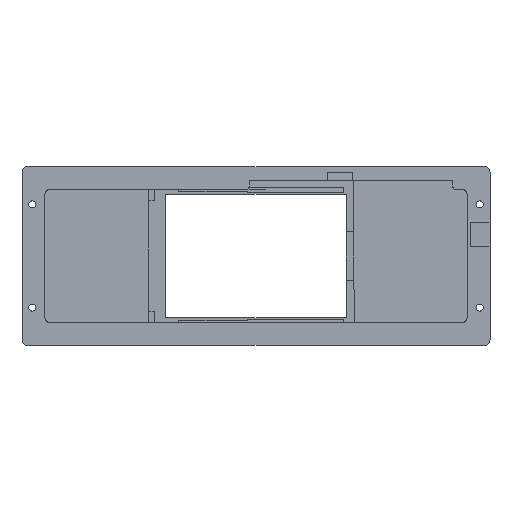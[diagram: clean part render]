
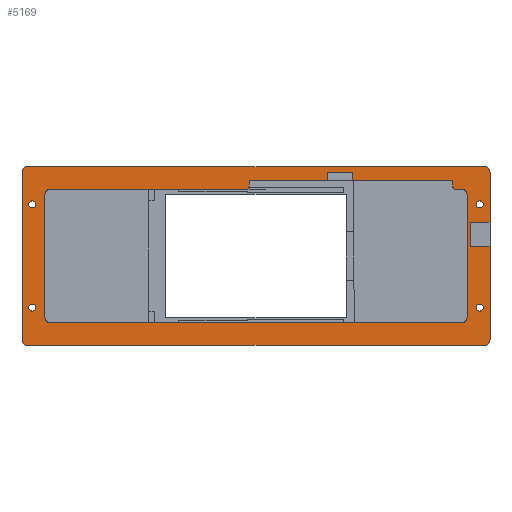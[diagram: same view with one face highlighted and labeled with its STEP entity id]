
A CAD part, top view. The second image highlights one B-rep face of the part: STEP entity #5169.
In plain terms, the highlighted planar face has unit normal (0, 0, 1).
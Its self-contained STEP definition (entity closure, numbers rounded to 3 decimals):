
#61=FACE_BOUND('',#684,.T.);
#62=FACE_BOUND('',#685,.T.);
#63=FACE_BOUND('',#686,.T.);
#64=FACE_BOUND('',#687,.T.);
#65=FACE_BOUND('',#688,.T.);
#72=CIRCLE('',#5357,1.);
#73=CIRCLE('',#5360,2.);
#74=CIRCLE('',#5363,2.);
#83=CIRCLE('',#5381,2.5);
#84=CIRCLE('',#5384,2.5);
#90=CIRCLE('',#5394,1.55);
#92=CIRCLE('',#5398,1.55);
#94=CIRCLE('',#5402,1.55);
#96=CIRCLE('',#5406,1.55);
#98=CIRCLE('',#5416,1.);
#99=CIRCLE('',#5435,2.5);
#100=CIRCLE('',#5436,2.5);
#101=CIRCLE('',#5437,2.);
#102=CIRCLE('',#5438,2.);
#175=PLANE('',#5434);
#383=FACE_OUTER_BOUND('',#683,.T.);
#683=EDGE_LOOP('',(#4185,#4186,#4187,#4188,#4189,#4190,#4191,#4192,#4193,
#4194,#4195,#4196));
#684=EDGE_LOOP('',(#4197,#4198,#4199,#4200,#4201,#4202,#4203,#4204,#4205,
#4206,#4207,#4208,#4209,#4210,#4211,#4212,#4213,#4214));
#685=EDGE_LOOP('',(#4215));
#686=EDGE_LOOP('',(#4216));
#687=EDGE_LOOP('',(#4217));
#688=EDGE_LOOP('',(#4218));
#918=LINE('',#7790,#1358);
#922=LINE('',#7799,#1362);
#925=LINE('',#7803,#1365);
#938=LINE('',#7831,#1378);
#944=LINE('',#7842,#1384);
#945=LINE('',#7845,#1385);
#1016=LINE('',#7998,#1456);
#1019=LINE('',#8006,#1459);
#1022=LINE('',#8014,#1462);
#1043=LINE('',#8076,#1483);
#1046=LINE('',#8085,#1486);
#1050=LINE('',#8092,#1490);
#1075=LINE('',#8165,#1515);
#1104=LINE('',#8227,#1544);
#1107=LINE('',#8233,#1547);
#1110=LINE('',#8238,#1550);
#1112=LINE('',#8245,#1552);
#1113=LINE('',#8248,#1553);
#1114=LINE('',#8252,#1554);
#1115=LINE('',#8255,#1555);
#1358=VECTOR('',#5628,10.);
#1362=VECTOR('',#5634,10.);
#1365=VECTOR('',#5639,10.);
#1378=VECTOR('',#5664,10.);
#1384=VECTOR('',#5670,10.);
#1385=VECTOR('',#5673,10.);
#1456=VECTOR('',#5782,10.);
#1459=VECTOR('',#5791,10.);
#1462=VECTOR('',#5800,10.);
#1483=VECTOR('',#5863,10.);
#1486=VECTOR('',#5872,10.);
#1490=VECTOR('',#5876,10.);
#1515=VECTOR('',#5955,10.);
#1544=VECTOR('',#6020,10.);
#1547=VECTOR('',#6025,10.);
#1550=VECTOR('',#6030,10.);
#1552=VECTOR('',#6038,10.);
#1553=VECTOR('',#6041,10.);
#1554=VECTOR('',#6044,10.);
#1555=VECTOR('',#6047,10.);
#2168=VERTEX_POINT('',#7787);
#2169=VERTEX_POINT('',#7789);
#2172=VERTEX_POINT('',#7796);
#2173=VERTEX_POINT('',#7798);
#2182=VERTEX_POINT('',#7830);
#2187=VERTEX_POINT('',#7840);
#2188=VERTEX_POINT('',#7844);
#2251=VERTEX_POINT('',#7996);
#2252=VERTEX_POINT('',#8000);
#2253=VERTEX_POINT('',#8004);
#2254=VERTEX_POINT('',#8008);
#2255=VERTEX_POINT('',#8012);
#2256=VERTEX_POINT('',#8016);
#2273=VERTEX_POINT('',#8068);
#2274=VERTEX_POINT('',#8070);
#2275=VERTEX_POINT('',#8074);
#2276=VERTEX_POINT('',#8078);
#2277=VERTEX_POINT('',#8082);
#2278=VERTEX_POINT('',#8084);
#2281=VERTEX_POINT('',#8090);
#2291=VERTEX_POINT('',#8115);
#2293=VERTEX_POINT('',#8123);
#2295=VERTEX_POINT('',#8131);
#2297=VERTEX_POINT('',#8139);
#2302=VERTEX_POINT('',#8163);
#2307=VERTEX_POINT('',#8179);
#2317=VERTEX_POINT('',#8226);
#2319=VERTEX_POINT('',#8232);
#2321=VERTEX_POINT('',#8242);
#2322=VERTEX_POINT('',#8244);
#2323=VERTEX_POINT('',#8246);
#2324=VERTEX_POINT('',#8249);
#2325=VERTEX_POINT('',#8251);
#2326=VERTEX_POINT('',#8253);
#2768=EDGE_CURVE('',#2169,#2168,#918,.T.);
#2772=EDGE_CURVE('',#2173,#2172,#922,.T.);
#2775=EDGE_CURVE('',#2168,#2173,#925,.T.);
#2788=EDGE_CURVE('',#2182,#2169,#938,.F.);
#2794=EDGE_CURVE('',#2172,#2187,#944,.F.);
#2795=EDGE_CURVE('',#2188,#2182,#945,.F.);
#2872=EDGE_CURVE('',#2187,#2251,#1016,.F.);
#2874=EDGE_CURVE('',#2251,#2252,#72,.T.);
#2876=EDGE_CURVE('',#2252,#2253,#1019,.F.);
#2878=EDGE_CURVE('',#2253,#2254,#73,.T.);
#2880=EDGE_CURVE('',#2254,#2255,#1022,.F.);
#2882=EDGE_CURVE('',#2255,#2256,#74,.T.);
#2908=EDGE_CURVE('',#2274,#2273,#83,.T.);
#2911=EDGE_CURVE('',#2273,#2275,#1043,.T.);
#2913=EDGE_CURVE('',#2275,#2276,#84,.T.);
#2915=EDGE_CURVE('',#2278,#2277,#1046,.T.);
#2919=EDGE_CURVE('',#2276,#2281,#1050,.T.);
#2931=EDGE_CURVE('',#2291,#2291,#90,.F.);
#2935=EDGE_CURVE('',#2293,#2293,#92,.F.);
#2939=EDGE_CURVE('',#2295,#2295,#94,.F.);
#2943=EDGE_CURVE('',#2297,#2297,#96,.F.);
#2956=EDGE_CURVE('',#2256,#2302,#1075,.F.);
#2964=EDGE_CURVE('',#2307,#2188,#98,.T.);
#2987=EDGE_CURVE('',#2317,#2278,#1104,.F.);
#2990=EDGE_CURVE('',#2319,#2317,#1107,.F.);
#2993=EDGE_CURVE('',#2281,#2319,#1110,.F.);
#2995=EDGE_CURVE('',#2277,#2321,#99,.T.);
#2996=EDGE_CURVE('',#2321,#2322,#1112,.T.);
#2997=EDGE_CURVE('',#2322,#2323,#100,.T.);
#2998=EDGE_CURVE('',#2323,#2274,#1113,.T.);
#2999=EDGE_CURVE('',#2302,#2324,#101,.T.);
#3000=EDGE_CURVE('',#2324,#2325,#1114,.F.);
#3001=EDGE_CURVE('',#2325,#2326,#102,.T.);
#3002=EDGE_CURVE('',#2326,#2307,#1115,.F.);
#4185=ORIENTED_EDGE('',*,*,#2993,.T.);
#4186=ORIENTED_EDGE('',*,*,#2990,.T.);
#4187=ORIENTED_EDGE('',*,*,#2987,.T.);
#4188=ORIENTED_EDGE('',*,*,#2915,.T.);
#4189=ORIENTED_EDGE('',*,*,#2995,.T.);
#4190=ORIENTED_EDGE('',*,*,#2996,.T.);
#4191=ORIENTED_EDGE('',*,*,#2997,.T.);
#4192=ORIENTED_EDGE('',*,*,#2998,.T.);
#4193=ORIENTED_EDGE('',*,*,#2908,.T.);
#4194=ORIENTED_EDGE('',*,*,#2911,.T.);
#4195=ORIENTED_EDGE('',*,*,#2913,.T.);
#4196=ORIENTED_EDGE('',*,*,#2919,.T.);
#4197=ORIENTED_EDGE('',*,*,#2772,.T.);
#4198=ORIENTED_EDGE('',*,*,#2794,.T.);
#4199=ORIENTED_EDGE('',*,*,#2872,.T.);
#4200=ORIENTED_EDGE('',*,*,#2874,.T.);
#4201=ORIENTED_EDGE('',*,*,#2876,.T.);
#4202=ORIENTED_EDGE('',*,*,#2878,.T.);
#4203=ORIENTED_EDGE('',*,*,#2880,.T.);
#4204=ORIENTED_EDGE('',*,*,#2882,.T.);
#4205=ORIENTED_EDGE('',*,*,#2956,.T.);
#4206=ORIENTED_EDGE('',*,*,#2999,.T.);
#4207=ORIENTED_EDGE('',*,*,#3000,.T.);
#4208=ORIENTED_EDGE('',*,*,#3001,.T.);
#4209=ORIENTED_EDGE('',*,*,#3002,.T.);
#4210=ORIENTED_EDGE('',*,*,#2964,.T.);
#4211=ORIENTED_EDGE('',*,*,#2795,.T.);
#4212=ORIENTED_EDGE('',*,*,#2788,.T.);
#4213=ORIENTED_EDGE('',*,*,#2768,.T.);
#4214=ORIENTED_EDGE('',*,*,#2775,.T.);
#4215=ORIENTED_EDGE('',*,*,#2931,.T.);
#4216=ORIENTED_EDGE('',*,*,#2935,.T.);
#4217=ORIENTED_EDGE('',*,*,#2939,.T.);
#4218=ORIENTED_EDGE('',*,*,#2943,.T.);
#5169=ADVANCED_FACE('',(#383,#61,#62,#63,#64,#65),#175,.T.);
#5357=AXIS2_PLACEMENT_3D('',#8002,#5786,#5787);
#5360=AXIS2_PLACEMENT_3D('',#8010,#5795,#5796);
#5363=AXIS2_PLACEMENT_3D('',#8018,#5804,#5805);
#5381=AXIS2_PLACEMENT_3D('',#8071,#5857,#5858);
#5384=AXIS2_PLACEMENT_3D('',#8080,#5867,#5868);
#5394=AXIS2_PLACEMENT_3D('',#8117,#5899,#5900);
#5398=AXIS2_PLACEMENT_3D('',#8125,#5909,#5910);
#5402=AXIS2_PLACEMENT_3D('',#8133,#5919,#5920);
#5406=AXIS2_PLACEMENT_3D('',#8141,#5929,#5930);
#5416=AXIS2_PLACEMENT_3D('',#8180,#5968,#5969);
#5434=AXIS2_PLACEMENT_3D('',#8241,#6034,#6035);
#5435=AXIS2_PLACEMENT_3D('',#8243,#6036,#6037);
#5436=AXIS2_PLACEMENT_3D('',#8247,#6039,#6040);
#5437=AXIS2_PLACEMENT_3D('',#8250,#6042,#6043);
#5438=AXIS2_PLACEMENT_3D('',#8254,#6045,#6046);
#5628=DIRECTION('',(0.,1.,0.));
#5634=DIRECTION('',(0.,-1.,0.));
#5639=DIRECTION('',(1.,0.,0.));
#5664=DIRECTION('',(-1.,0.,0.));
#5670=DIRECTION('',(-1.,0.,0.));
#5673=DIRECTION('',(0.,-1.,0.));
#5782=DIRECTION('',(0.,1.,0.));
#5786=DIRECTION('center_axis',(0.,0.,1.));
#5787=DIRECTION('ref_axis',(-0.707,-0.707,0.));
#5791=DIRECTION('',(-1.,0.,0.));
#5795=DIRECTION('center_axis',(0.,0.,-1.));
#5796=DIRECTION('ref_axis',(0.707,0.707,0.));
#5800=DIRECTION('',(0.,1.,0.));
#5804=DIRECTION('center_axis',(0.,0.,-1.));
#5805=DIRECTION('ref_axis',(0.707,-0.707,0.));
#5857=DIRECTION('center_axis',(0.,0.,1.));
#5858=DIRECTION('ref_axis',(-0.707,-0.707,0.));
#5863=DIRECTION('',(1.,0.,0.));
#5867=DIRECTION('center_axis',(0.,0.,1.));
#5868=DIRECTION('ref_axis',(0.707,-0.707,0.));
#5872=DIRECTION('',(0.,1.,0.));
#5876=DIRECTION('',(0.,1.,0.));
#5899=DIRECTION('center_axis',(0.,0.,1.));
#5900=DIRECTION('ref_axis',(-1.,0.,0.));
#5909=DIRECTION('center_axis',(0.,0.,1.));
#5910=DIRECTION('ref_axis',(-1.,0.,0.));
#5919=DIRECTION('center_axis',(0.,0.,1.));
#5920=DIRECTION('ref_axis',(-1.,0.,0.));
#5929=DIRECTION('center_axis',(0.,0.,1.));
#5930=DIRECTION('ref_axis',(-1.,0.,0.));
#5955=DIRECTION('',(1.,0.,0.));
#5968=DIRECTION('center_axis',(0.,0.,1.));
#5969=DIRECTION('ref_axis',(0.707,-0.707,0.));
#6020=DIRECTION('',(-1.,0.,0.));
#6025=DIRECTION('',(0.,-1.,0.));
#6030=DIRECTION('',(1.,0.,0.));
#6034=DIRECTION('center_axis',(0.,0.,1.));
#6035=DIRECTION('ref_axis',(1.,0.,0.));
#6036=DIRECTION('center_axis',(0.,0.,1.));
#6037=DIRECTION('ref_axis',(0.707,0.707,0.));
#6038=DIRECTION('',(-1.,0.,0.));
#6039=DIRECTION('center_axis',(0.,0.,1.));
#6040=DIRECTION('ref_axis',(-0.707,0.707,0.));
#6041=DIRECTION('',(0.,-1.,0.));
#6042=DIRECTION('center_axis',(0.,0.,-1.));
#6043=DIRECTION('ref_axis',(-0.707,-0.707,0.));
#6044=DIRECTION('',(0.,-1.,0.));
#6045=DIRECTION('center_axis',(0.,0.,-1.));
#6046=DIRECTION('ref_axis',(-0.707,0.707,0.));
#6047=DIRECTION('',(-1.,0.,0.));
#7787=CARTESIAN_POINT('',(133.,75.6,5.8));
#7789=CARTESIAN_POINT('',(133.,72.,5.8));
#7790=CARTESIAN_POINT('',(133.,55.5,5.8));
#7796=CARTESIAN_POINT('',(144.,72.,5.8));
#7798=CARTESIAN_POINT('',(144.,75.6,5.8));
#7799=CARTESIAN_POINT('',(144.,57.3,5.8));
#7803=CARTESIAN_POINT('',(117.5,75.6,5.8));
#7830=CARTESIAN_POINT('',(99.,72.,5.8));
#7831=CARTESIAN_POINT('',(100.5,72.,5.8));
#7840=CARTESIAN_POINT('',(187.826,72.,5.8));
#7842=CARTESIAN_POINT('',(100.5,72.,5.8));
#7844=CARTESIAN_POINT('',(99.,69.,5.8));
#7845=CARTESIAN_POINT('',(99.,53.5,5.8));
#7996=CARTESIAN_POINT('',(187.826,69.,5.8));
#7998=CARTESIAN_POINT('',(187.826,55.5,5.8));
#8000=CARTESIAN_POINT('',(188.826,68.,5.8));
#8002=CARTESIAN_POINT('Origin',(188.826,69.,5.8));
#8004=CARTESIAN_POINT('',(192.,68.,5.8));
#8006=CARTESIAN_POINT('',(56.,68.,5.8));
#8008=CARTESIAN_POINT('',(194.,66.,5.8));
#8010=CARTESIAN_POINT('Origin',(192.,66.,5.8));
#8012=CARTESIAN_POINT('',(194.,12.,5.8));
#8014=CARTESIAN_POINT('',(194.,53.5,5.8));
#8016=CARTESIAN_POINT('',(192.,10.,5.8));
#8018=CARTESIAN_POINT('Origin',(192.,12.,5.8));
#8068=CARTESIAN_POINT('',(2.5,0.,5.8));
#8070=CARTESIAN_POINT('',(0.,2.5,5.8));
#8071=CARTESIAN_POINT('Origin',(2.5,2.5,5.8));
#8074=CARTESIAN_POINT('',(201.5,0.,5.8));
#8076=CARTESIAN_POINT('',(51.,0.,5.8));
#8078=CARTESIAN_POINT('',(204.,2.5,5.8));
#8080=CARTESIAN_POINT('Origin',(201.5,2.5,5.8));
#8082=CARTESIAN_POINT('',(204.,75.5,5.8));
#8084=CARTESIAN_POINT('',(204.,53.65,5.8));
#8085=CARTESIAN_POINT('',(204.,19.5,5.8));
#8090=CARTESIAN_POINT('',(204.,43.15,5.8));
#8092=CARTESIAN_POINT('',(204.,19.5,5.8));
#8115=CARTESIAN_POINT('',(6.05,61.5,5.8));
#8117=CARTESIAN_POINT('Origin',(4.5,61.5,5.8));
#8123=CARTESIAN_POINT('',(201.05,61.5,5.8));
#8125=CARTESIAN_POINT('Origin',(199.5,61.5,5.8));
#8131=CARTESIAN_POINT('',(201.05,16.5,5.8));
#8133=CARTESIAN_POINT('Origin',(199.5,16.5,5.8));
#8139=CARTESIAN_POINT('',(6.05,16.5,5.8));
#8141=CARTESIAN_POINT('Origin',(4.5,16.5,5.8));
#8163=CARTESIAN_POINT('',(12.,10.,5.8));
#8165=CARTESIAN_POINT('',(148.,10.,5.8));
#8179=CARTESIAN_POINT('',(98.,68.,5.8));
#8180=CARTESIAN_POINT('Origin',(98.,69.,5.8));
#8226=CARTESIAN_POINT('',(195.5,53.65,5.8));
#8227=CARTESIAN_POINT('',(148.75,53.65,5.8));
#8232=CARTESIAN_POINT('',(195.5,43.15,5.8));
#8233=CARTESIAN_POINT('',(195.5,41.075,5.8));
#8238=CARTESIAN_POINT('',(153.,43.15,5.8));
#8241=CARTESIAN_POINT('Origin',(102.,39.,5.8));
#8242=CARTESIAN_POINT('',(201.5,78.,5.8));
#8243=CARTESIAN_POINT('Origin',(201.5,75.5,5.8));
#8244=CARTESIAN_POINT('',(2.5,78.,5.8));
#8245=CARTESIAN_POINT('',(153.,78.,5.8));
#8246=CARTESIAN_POINT('',(0.,75.5,5.8));
#8247=CARTESIAN_POINT('Origin',(2.5,75.5,5.8));
#8248=CARTESIAN_POINT('',(0.,58.5,5.8));
#8249=CARTESIAN_POINT('',(10.,12.,5.8));
#8250=CARTESIAN_POINT('Origin',(12.,12.,5.8));
#8251=CARTESIAN_POINT('',(10.,66.,5.8));
#8252=CARTESIAN_POINT('',(10.,24.5,5.8));
#8253=CARTESIAN_POINT('',(12.,68.,5.8));
#8254=CARTESIAN_POINT('Origin',(12.,66.,5.8));
#8255=CARTESIAN_POINT('',(56.,68.,5.8));
